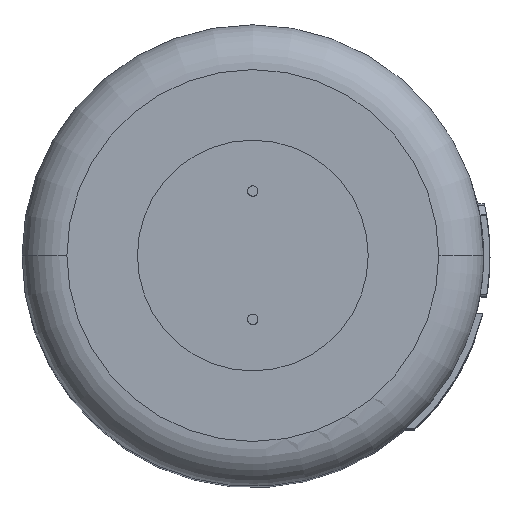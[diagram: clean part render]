
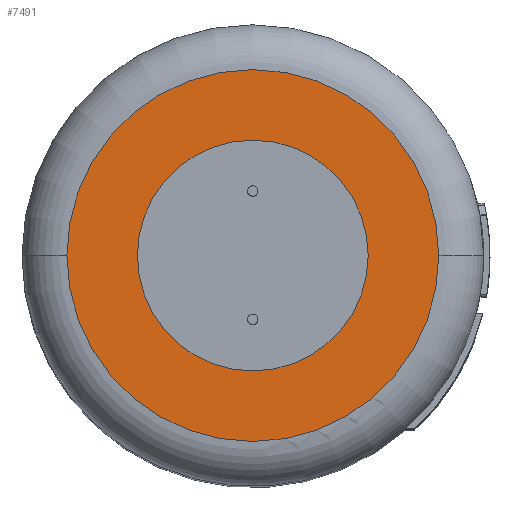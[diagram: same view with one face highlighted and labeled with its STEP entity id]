
A CAD part, top view. The second image highlights one B-rep face of the part: STEP entity #7491.
In plain terms, the highlighted planar face has unit normal (0, 0, 1).
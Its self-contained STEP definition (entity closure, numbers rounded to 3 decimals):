
#4 = ORIENTED_EDGE ( 'NONE', *, *, #11407, .F. ) ;
#31 = DIRECTION ( 'NONE',  ( 0., 0., 1. ) ) ;
#274 = EDGE_CURVE ( 'NONE', #1901, #1424, #2216, .T. ) ;
#587 = VERTEX_POINT ( 'NONE', #5356 ) ;
#1424 = VERTEX_POINT ( 'NONE', #8798 ) ;
#1627 = AXIS2_PLACEMENT_3D ( 'NONE', #3482, #2591, #9696 ) ;
#1674 = DIRECTION ( 'NONE',  ( 0., 0., -1. ) ) ;
#1757 = DIRECTION ( 'NONE',  ( 0., 0., -1. ) ) ;
#1901 = VERTEX_POINT ( 'NONE', #10480 ) ;
#2216 = CIRCLE ( 'NONE', #8888, 9. ) ;
#2591 = DIRECTION ( 'NONE',  ( 0., 0., 1. ) ) ;
#3039 = CARTESIAN_POINT ( 'NONE',  ( 0., 0., 32.5 ) ) ;
#3109 = ORIENTED_EDGE ( 'NONE', *, *, #5003, .F. ) ;
#3445 = ORIENTED_EDGE ( 'NONE', *, *, #274, .F. ) ;
#3482 = CARTESIAN_POINT ( 'NONE',  ( 0., 0., 32.5 ) ) ;
#4498 = CARTESIAN_POINT ( 'NONE',  ( -14.5, 0., 32.5 ) ) ;
#4777 = CIRCLE ( 'NONE', #6526, 14.5 ) ;
#4907 = CARTESIAN_POINT ( 'NONE',  ( -14.5, 0., 32.5 ) ) ;
#5003 = EDGE_CURVE ( 'NONE', #587, #11283, #4777, .T. ) ;
#5323 = DIRECTION ( 'NONE',  ( -1., 0., 0. ) ) ;
#5356 = CARTESIAN_POINT ( 'NONE',  ( 14.5, 0., 32.5 ) ) ;
#5409 = DIRECTION ( 'NONE',  ( -1., 0., 0. ) ) ;
#5618 = CIRCLE ( 'NONE', #9963, 14.5 ) ;
#6526 = AXIS2_PLACEMENT_3D ( 'NONE', #10803, #1757, #5409 ) ;
#6791 = CIRCLE ( 'NONE', #1627, 9. ) ;
#7030 = AXIS2_PLACEMENT_3D ( 'NONE', #4498, #31, #11000 ) ;
#7186 = FACE_BOUND ( 'NONE', #8461, .T. ) ;
#7491 = ADVANCED_FACE ( 'NONE', ( #7186, #10864 ), #10804, .T. ) ;
#8461 = EDGE_LOOP ( 'NONE', ( #3445, #9858 ) ) ;
#8576 = EDGE_CURVE ( 'NONE', #1424, #1901, #6791, .T. ) ;
#8798 = CARTESIAN_POINT ( 'NONE',  ( -9., 0., 32.5 ) ) ;
#8888 = AXIS2_PLACEMENT_3D ( 'NONE', #3039, #10421, #9544 ) ;
#9544 = DIRECTION ( 'NONE',  ( 1., 0., 0. ) ) ;
#9696 = DIRECTION ( 'NONE',  ( 1., 0., 0. ) ) ;
#9858 = ORIENTED_EDGE ( 'NONE', *, *, #8576, .F. ) ;
#9963 = AXIS2_PLACEMENT_3D ( 'NONE', #11689, #1674, #5323 ) ;
#10421 = DIRECTION ( 'NONE',  ( 0., 0., 1. ) ) ;
#10480 = CARTESIAN_POINT ( 'NONE',  ( 9., 0., 32.5 ) ) ;
#10803 = CARTESIAN_POINT ( 'NONE',  ( 0., 0., 32.5 ) ) ;
#10804 = PLANE ( 'NONE',  #7030 ) ;
#10864 = FACE_OUTER_BOUND ( 'NONE', #11209, .T. ) ;
#11000 = DIRECTION ( 'NONE',  ( 1., 0., 0. ) ) ;
#11209 = EDGE_LOOP ( 'NONE', ( #4, #3109 ) ) ;
#11283 = VERTEX_POINT ( 'NONE', #4907 ) ;
#11407 = EDGE_CURVE ( 'NONE', #11283, #587, #5618, .T. ) ;
#11689 = CARTESIAN_POINT ( 'NONE',  ( 0., 0., 32.5 ) ) ;
